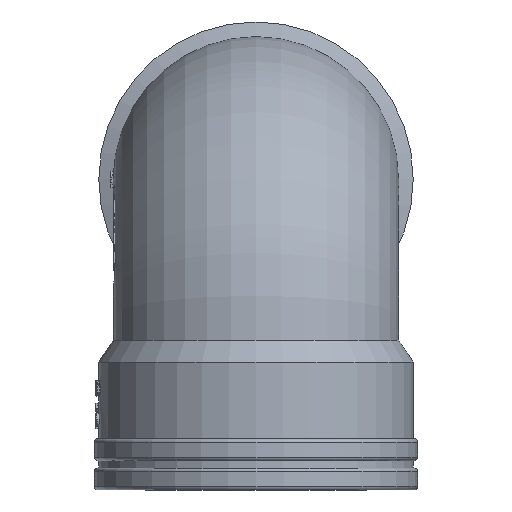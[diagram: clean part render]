
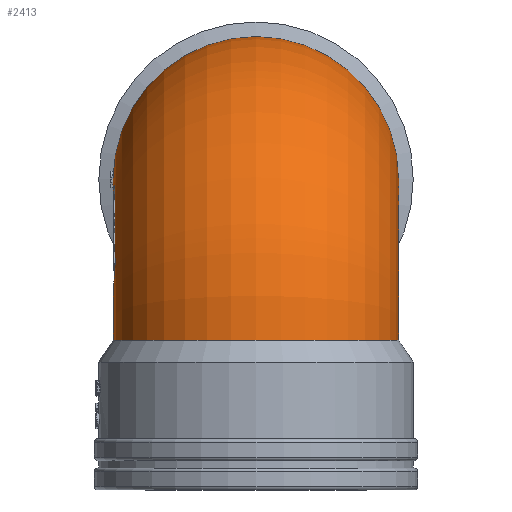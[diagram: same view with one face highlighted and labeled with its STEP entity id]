
A CAD part, front view. The second image highlights one B-rep face of the part: STEP entity #2413.
In plain terms, the highlighted toroidal (fillet/blend) face has major radius 22.22 mm and minor radius 19.695 mm.
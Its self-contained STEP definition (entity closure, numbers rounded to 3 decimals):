
#2413=ADVANCED_FACE('',(#2911,#2912,#2913),#2896,.T.);
#2896=TOROIDAL_SURFACE('',#8874,22.22,19.695);
#2911=FACE_BOUND('',#3008,.T.);
#2912=FACE_BOUND('',#3009,.T.);
#2913=FACE_BOUND('',#3010,.T.);
#3008=EDGE_LOOP('',(#3788,#3789,#3790,#3791,#3792,#3793,#3794,#3795));
#3009=EDGE_LOOP('',(#3796));
#3010=EDGE_LOOP('',(#3797));
#3554=B_SPLINE_CURVE_WITH_KNOTS('',3,(#12594,#12595,#12596,#12597,#12598,
#12599,#12600,#12601,#12602,#12603,#12604,#12605,#12606,#12607,#12608,#12609),
 .UNSPECIFIED.,.F.,.F.,(4,3,3,3,3,4),(0.,0.224,0.454,
0.68,0.903,1.),.UNSPECIFIED.);
#3555=B_SPLINE_CURVE_WITH_KNOTS('',3,(#12611,#12612,#12613,#12614),
 .UNSPECIFIED.,.F.,.F.,(4,4),(0.,1.),.UNSPECIFIED.);
#3556=B_SPLINE_CURVE_WITH_KNOTS('',3,(#12616,#12617,#12618,#12619,#12620,
#12621,#12622,#12623,#12624,#12625,#12626,#12627,#12628,#12629,#12630,#12631),
 .UNSPECIFIED.,.F.,.F.,(4,3,3,3,3,4),(0.,0.198,0.402,
0.604,0.81,1.),.UNSPECIFIED.);
#3557=B_SPLINE_CURVE_WITH_KNOTS('',3,(#12635,#12636,#12637,#12638,#12639,
#12640,#12641,#12642,#12643,#12644,#12645,#12646,#12647,#12648,#12649,#12650,
#12651,#12652,#12653),.UNSPECIFIED.,.F.,.F.,(4,3,3,3,3,3,4),(0.,0.194,
0.387,0.581,0.774,0.964,
1.),.UNSPECIFIED.);
#3558=B_SPLINE_CURVE_WITH_KNOTS('',3,(#12655,#12656,#12657,#12658),
 .UNSPECIFIED.,.F.,.F.,(4,4),(0.,1.),.UNSPECIFIED.);
#3559=B_SPLINE_CURVE_WITH_KNOTS('',3,(#12660,#12661,#12662,#12663,#12664,
#12665,#12666,#12667,#12668,#12669,#12670,#12671,#12672,#12673,#12674,#12675),
 .UNSPECIFIED.,.F.,.F.,(4,3,3,3,3,4),(0.,0.235,0.476,
0.714,0.956,1.),.UNSPECIFIED.);
#3788=ORIENTED_EDGE('',*,*,#7388,.F.);
#3789=ORIENTED_EDGE('',*,*,#7389,.F.);
#3790=ORIENTED_EDGE('',*,*,#7390,.F.);
#3791=ORIENTED_EDGE('',*,*,#7391,.F.);
#3792=ORIENTED_EDGE('',*,*,#7392,.T.);
#3793=ORIENTED_EDGE('',*,*,#7393,.F.);
#3794=ORIENTED_EDGE('',*,*,#7394,.F.);
#3795=ORIENTED_EDGE('',*,*,#7395,.F.);
#3796=ORIENTED_EDGE('',*,*,#7396,.T.);
#3797=ORIENTED_EDGE('',*,*,#7397,.F.);
#6468=VERTEX_POINT('',#12592);
#6469=VERTEX_POINT('',#12593);
#6470=VERTEX_POINT('',#12610);
#6471=VERTEX_POINT('',#12615);
#6472=VERTEX_POINT('',#12632);
#6473=VERTEX_POINT('',#12634);
#6474=VERTEX_POINT('',#12654);
#6475=VERTEX_POINT('',#12659);
#6476=VERTEX_POINT('',#12677);
#6477=VERTEX_POINT('',#12679);
#7388=EDGE_CURVE('',#6468,#6469,#8728,.T.);
#7389=EDGE_CURVE('',#6470,#6468,#3554,.T.);
#7390=EDGE_CURVE('',#6471,#6470,#3555,.T.);
#7391=EDGE_CURVE('',#6472,#6471,#3556,.T.);
#7392=EDGE_CURVE('',#6472,#6473,#8729,.T.);
#7393=EDGE_CURVE('',#6474,#6473,#3557,.T.);
#7394=EDGE_CURVE('',#6475,#6474,#3558,.T.);
#7395=EDGE_CURVE('',#6469,#6475,#3559,.T.);
#7396=EDGE_CURVE('',#6476,#6476,#8730,.T.);
#7397=EDGE_CURVE('',#6477,#6477,#8731,.T.);
#8728=CIRCLE('',#8870,25.172);
#8729=CIRCLE('',#8871,18.853);
#8730=CIRCLE('',#8872,19.695);
#8731=CIRCLE('',#8873,19.695);
#8870=AXIS2_PLACEMENT_3D('',#12591,#9957,#9958);
#8871=AXIS2_PLACEMENT_3D('',#12633,#9959,#9960);
#8872=AXIS2_PLACEMENT_3D('',#12676,#9961,#9962);
#8873=AXIS2_PLACEMENT_3D('',#12678,#9963,#9964);
#8874=AXIS2_PLACEMENT_3D('',#12680,#9965,#9966);
#9957=DIRECTION('',(-1.,0.,0.));
#9958=DIRECTION('',(0.,1.,0.));
#9959=DIRECTION('',(-1.,0.,0.));
#9960=DIRECTION('',(0.,1.,0.));
#9961=DIRECTION('',(0.,-1.,0.));
#9962=DIRECTION('',(-1.,0.,0.));
#9963=DIRECTION('',(0.,0.,-1.));
#9964=DIRECTION('',(1.,0.,0.));
#9965=DIRECTION('',(-1.,0.,0.));
#9966=DIRECTION('',(0.,1.,0.));
#12591=CARTESIAN_POINT('',(-19.473,-967.78,20.2));
#12592=CARTESIAN_POINT('',(-19.473,-990.709,30.586));
#12593=CARTESIAN_POINT('',(-19.473,-981.554,41.268));
#12594=CARTESIAN_POINT('',(-19.666,-989.77,27.874));
#12595=CARTESIAN_POINT('',(-19.653,-989.978,27.983));
#12596=CARTESIAN_POINT('',(-19.636,-990.17,28.13));
#12597=CARTESIAN_POINT('',(-19.618,-990.33,28.302));
#12598=CARTESIAN_POINT('',(-19.599,-990.495,28.478));
#12599=CARTESIAN_POINT('',(-19.578,-990.631,28.686));
#12600=CARTESIAN_POINT('',(-19.558,-990.725,28.907));
#12601=CARTESIAN_POINT('',(-19.538,-990.819,29.124));
#12602=CARTESIAN_POINT('',(-19.52,-990.875,29.361));
#12603=CARTESIAN_POINT('',(-19.505,-990.89,29.597));
#12604=CARTESIAN_POINT('',(-19.491,-990.905,29.83));
#12605=CARTESIAN_POINT('',(-19.481,-990.879,30.07));
#12606=CARTESIAN_POINT('',(-19.476,-990.816,30.295));
#12607=CARTESIAN_POINT('',(-19.474,-990.787,30.394));
#12608=CARTESIAN_POINT('',(-19.473,-990.752,30.492));
#12609=CARTESIAN_POINT('',(-19.473,-990.709,30.586));
#12610=CARTESIAN_POINT('',(-19.666,-989.77,27.874));
#12611=CARTESIAN_POINT('',(-19.669,-987.911,26.885));
#12612=CARTESIAN_POINT('',(-19.705,-988.529,27.216));
#12613=CARTESIAN_POINT('',(-19.704,-989.151,27.546));
#12614=CARTESIAN_POINT('',(-19.666,-989.77,27.874));
#12615=CARTESIAN_POINT('',(-19.669,-987.911,26.885));
#12616=CARTESIAN_POINT('',(-19.405,-985.004,27.865));
#12617=CARTESIAN_POINT('',(-19.405,-985.097,27.658));
#12618=CARTESIAN_POINT('',(-19.413,-985.225,27.463));
#12619=CARTESIAN_POINT('',(-19.426,-985.379,27.297));
#12620=CARTESIAN_POINT('',(-19.44,-985.538,27.126));
#12621=CARTESIAN_POINT('',(-19.461,-985.728,26.981));
#12622=CARTESIAN_POINT('',(-19.484,-985.934,26.873));
#12623=CARTESIAN_POINT('',(-19.506,-986.138,26.766));
#12624=CARTESIAN_POINT('',(-19.532,-986.363,26.693));
#12625=CARTESIAN_POINT('',(-19.556,-986.59,26.658));
#12626=CARTESIAN_POINT('',(-19.581,-986.823,26.622));
#12627=CARTESIAN_POINT('',(-19.605,-987.064,26.626));
#12628=CARTESIAN_POINT('',(-19.625,-987.296,26.67));
#12629=CARTESIAN_POINT('',(-19.643,-987.51,26.709));
#12630=CARTESIAN_POINT('',(-19.658,-987.72,26.783));
#12631=CARTESIAN_POINT('',(-19.669,-987.911,26.885));
#12632=CARTESIAN_POINT('',(-19.405,-985.004,27.865));
#12633=CARTESIAN_POINT('',(-19.405,-967.78,20.2));
#12634=CARTESIAN_POINT('',(-19.405,-977.815,36.16));
#12635=CARTESIAN_POINT('',(-19.68,-977.42,39.369));
#12636=CARTESIAN_POINT('',(-19.671,-977.257,39.195));
#12637=CARTESIAN_POINT('',(-19.658,-977.123,38.992));
#12638=CARTESIAN_POINT('',(-19.64,-977.027,38.775));
#12639=CARTESIAN_POINT('',(-19.622,-976.931,38.558));
#12640=CARTESIAN_POINT('',(-19.6,-976.871,38.322));
#12641=CARTESIAN_POINT('',(-19.576,-976.852,38.086));
#12642=CARTESIAN_POINT('',(-19.551,-976.833,37.849));
#12643=CARTESIAN_POINT('',(-19.525,-976.855,37.607));
#12644=CARTESIAN_POINT('',(-19.5,-976.917,37.378));
#12645=CARTESIAN_POINT('',(-19.476,-976.978,37.15));
#12646=CARTESIAN_POINT('',(-19.453,-977.08,36.929));
#12647=CARTESIAN_POINT('',(-19.436,-977.214,36.735));
#12648=CARTESIAN_POINT('',(-19.42,-977.346,36.544));
#12649=CARTESIAN_POINT('',(-19.409,-977.514,36.373));
#12650=CARTESIAN_POINT('',(-19.406,-977.702,36.236));
#12651=CARTESIAN_POINT('',(-19.405,-977.739,36.21));
#12652=CARTESIAN_POINT('',(-19.405,-977.777,36.184));
#12653=CARTESIAN_POINT('',(-19.405,-977.815,36.16));
#12654=CARTESIAN_POINT('',(-19.68,-977.42,39.369));
#12655=CARTESIAN_POINT('',(-19.653,-978.875,40.931));
#12656=CARTESIAN_POINT('',(-19.698,-978.392,40.41));
#12657=CARTESIAN_POINT('',(-19.707,-977.906,39.888));
#12658=CARTESIAN_POINT('',(-19.68,-977.42,39.369));
#12659=CARTESIAN_POINT('',(-19.653,-978.875,40.931));
#12660=CARTESIAN_POINT('',(-19.473,-981.554,41.268));
#12661=CARTESIAN_POINT('',(-19.473,-981.362,41.394));
#12662=CARTESIAN_POINT('',(-19.478,-981.146,41.489));
#12663=CARTESIAN_POINT('',(-19.488,-980.924,41.545));
#12664=CARTESIAN_POINT('',(-19.498,-980.697,41.602));
#12665=CARTESIAN_POINT('',(-19.514,-980.456,41.62));
#12666=CARTESIAN_POINT('',(-19.531,-980.223,41.598));
#12667=CARTESIAN_POINT('',(-19.549,-979.992,41.577));
#12668=CARTESIAN_POINT('',(-19.569,-979.762,41.515));
#12669=CARTESIAN_POINT('',(-19.588,-979.551,41.419));
#12670=CARTESIAN_POINT('',(-19.608,-979.337,41.322));
#12671=CARTESIAN_POINT('',(-19.628,-979.137,41.187));
#12672=CARTESIAN_POINT('',(-19.644,-978.966,41.024));
#12673=CARTESIAN_POINT('',(-19.647,-978.935,40.994));
#12674=CARTESIAN_POINT('',(-19.65,-978.904,40.963));
#12675=CARTESIAN_POINT('',(-19.653,-978.875,40.931));
#12676=CARTESIAN_POINT('',(0.,-967.78,42.42));
#12677=CARTESIAN_POINT('',(-19.695,-967.78,42.42));
#12678=CARTESIAN_POINT('',(0.,-990.,20.2));
#12679=CARTESIAN_POINT('',(19.695,-990.,20.2));
#12680=CARTESIAN_POINT('',(0.,-967.78,20.2));
